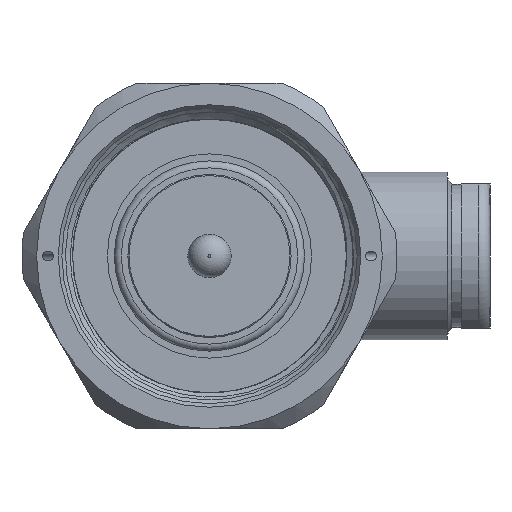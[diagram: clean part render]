
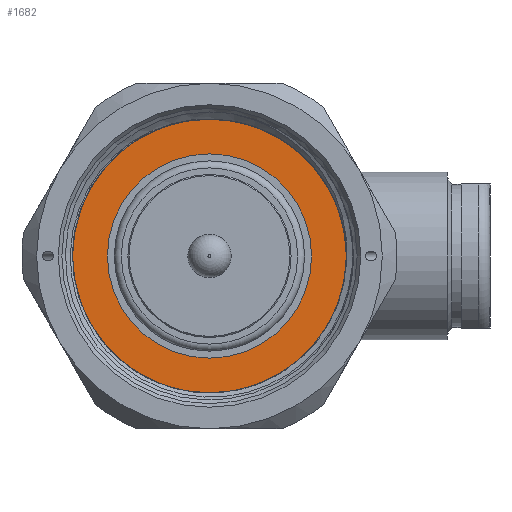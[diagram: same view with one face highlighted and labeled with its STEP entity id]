
A CAD part, left-side view. The second image highlights one B-rep face of the part: STEP entity #1682.
In plain terms, the highlighted planar face has unit normal (-1, 0, 0).
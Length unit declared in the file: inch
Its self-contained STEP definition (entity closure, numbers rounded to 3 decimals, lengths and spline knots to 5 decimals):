
#144 = ORIENTED_EDGE ( 'NONE', *, *, #917, .F. ) ;
#319 = CARTESIAN_POINT ( 'NONE',  ( -1.05696, 0.44311, 0. ) ) ;
#917 = EDGE_CURVE ( 'NONE', #3827, #3827, #3402, .T. ) ;
#1682 = ADVANCED_FACE ( 'NONE', ( #5170, #5856 ), #3740, .T. ) ;
#1790 = DIRECTION ( 'NONE',  ( -1., 0., 0. ) ) ;
#1891 = CARTESIAN_POINT ( 'NONE',  ( -1.05696, 0., 0. ) ) ;
#2012 = DIRECTION ( 'NONE',  ( 0., 0., 1. ) ) ;
#2091 = DIRECTION ( 'NONE',  ( 1., 0., 0. ) ) ;
#2120 = CIRCLE ( 'NONE', #3238, 0.44311 ) ;
#2166 = EDGE_LOOP ( 'NONE', ( #4096 ) ) ;
#2392 = DIRECTION ( 'NONE',  ( 1., 0., 0. ) ) ;
#2639 = EDGE_LOOP ( 'NONE', ( #144 ) ) ;
#2867 = AXIS2_PLACEMENT_3D ( 'NONE', #1891, #2392, #2965 ) ;
#2965 = DIRECTION ( 'NONE',  ( 0., 0., -1. ) ) ;
#3238 = AXIS2_PLACEMENT_3D ( 'NONE', #5970, #2091, #5570 ) ;
#3359 = CARTESIAN_POINT ( 'NONE',  ( -1.05696, 0., -0.59381 ) ) ;
#3402 = CIRCLE ( 'NONE', #2867, 0.59381 ) ;
#3740 = PLANE ( 'NONE',  #5621 ) ;
#3827 = VERTEX_POINT ( 'NONE', #3359 ) ;
#3848 = CARTESIAN_POINT ( 'NONE',  ( -1.05696, 0., -0.44311 ) ) ;
#4096 = ORIENTED_EDGE ( 'NONE', *, *, #5696, .T. ) ;
#5170 = FACE_BOUND ( 'NONE', #2166, .T. ) ;
#5298 = VERTEX_POINT ( 'NONE', #3848 ) ;
#5570 = DIRECTION ( 'NONE',  ( 0., 0., -1. ) ) ;
#5621 = AXIS2_PLACEMENT_3D ( 'NONE', #319, #1790, #2012 ) ;
#5696 = EDGE_CURVE ( 'NONE', #5298, #5298, #2120, .T. ) ;
#5856 = FACE_OUTER_BOUND ( 'NONE', #2639, .T. ) ;
#5970 = CARTESIAN_POINT ( 'NONE',  ( -1.05696, 0., 0. ) ) ;
